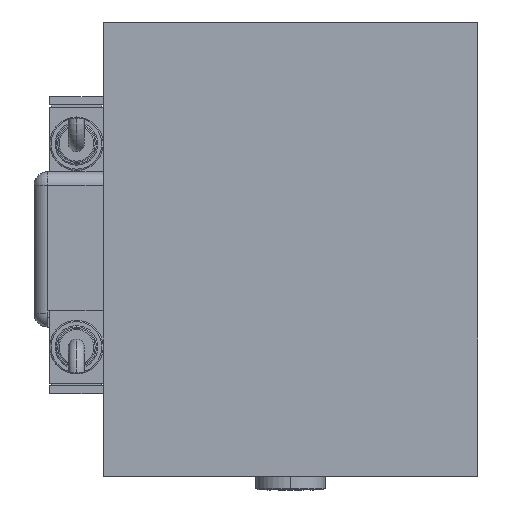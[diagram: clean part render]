
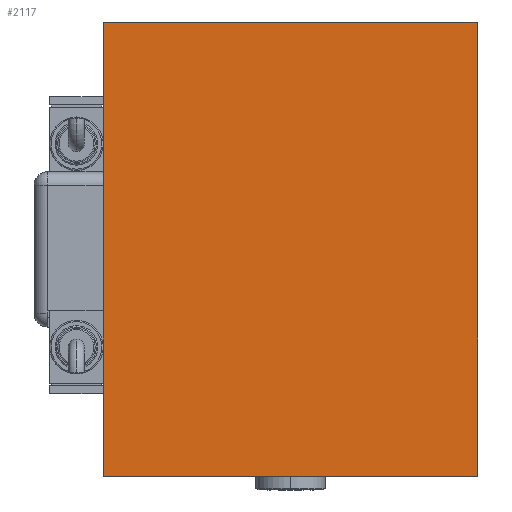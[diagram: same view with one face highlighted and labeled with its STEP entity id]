
A CAD part, left-side view. The second image highlights one B-rep face of the part: STEP entity #2117.
In plain terms, the highlighted face is planar.
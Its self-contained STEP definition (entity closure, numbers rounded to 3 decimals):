
#480 = ORIENTED_EDGE ( 'NONE', *, *, #33842, .T. ) ;
#912 = LINE ( 'NONE', #28923, #54690 ) ;
#1700 = ORIENTED_EDGE ( 'NONE', *, *, #58684, .T. ) ;
#2117 = ADVANCED_FACE ( 'NONE', ( #34244 ), #24633, .T. ) ;
#3094 = DIRECTION ( 'NONE',  ( 0., 0., 1. ) ) ;
#3250 = VERTEX_POINT ( 'NONE', #37950 ) ;
#3303 = EDGE_CURVE ( 'NONE', #8033, #11346, #912, .T. ) ;
#3392 = LINE ( 'NONE', #22079, #41312 ) ;
#3675 = ORIENTED_EDGE ( 'NONE', *, *, #8568, .T. ) ;
#5327 = DIRECTION ( 'NONE',  ( 1., 0., 0. ) ) ;
#5983 = LINE ( 'NONE', #24972, #8496 ) ;
#7131 = VECTOR ( 'NONE', #39730, 1000. ) ;
#8033 = VERTEX_POINT ( 'NONE', #61285 ) ;
#8496 = VECTOR ( 'NONE', #15614, 1000. ) ;
#8516 = EDGE_CURVE ( 'NONE', #52867, #3250, #54321, .T. ) ;
#8568 = EDGE_CURVE ( 'NONE', #3250, #23121, #49356, .T. ) ;
#9199 = ORIENTED_EDGE ( 'NONE', *, *, #8516, .T. ) ;
#10237 = CARTESIAN_POINT ( 'NONE',  ( 155., 77.35, -77.35 ) ) ;
#11346 = VERTEX_POINT ( 'NONE', #51363 ) ;
#13717 = CARTESIAN_POINT ( 'NONE',  ( 155., -69.7, 85. ) ) ;
#13793 = LINE ( 'NONE', #29041, #29415 ) ;
#14565 = VERTEX_POINT ( 'NONE', #20375 ) ;
#14843 = ORIENTED_EDGE ( 'NONE', *, *, #40750, .T. ) ;
#15614 = DIRECTION ( 'NONE',  ( 0., -1., 0. ) ) ;
#20254 = DIRECTION ( 'NONE',  ( 0., 0., -1. ) ) ;
#20375 = CARTESIAN_POINT ( 'NONE',  ( 155., -70., 84.7 ) ) ;
#21486 = CARTESIAN_POINT ( 'NONE',  ( 155., 69.7, -85. ) ) ;
#22079 = CARTESIAN_POINT ( 'NONE',  ( 155., 70., -85. ) ) ;
#23121 = VERTEX_POINT ( 'NONE', #21486 ) ;
#23160 = DIRECTION ( 'NONE',  ( 0., 0., -1. ) ) ;
#24257 = DIRECTION ( 'NONE',  ( 0., -0.707, 0.707 ) ) ;
#24633 = PLANE ( 'NONE',  #55674 ) ;
#24972 = CARTESIAN_POINT ( 'NONE',  ( 155., 70., 85. ) ) ;
#26071 = ORIENTED_EDGE ( 'NONE', *, *, #59332, .T. ) ;
#26320 = CARTESIAN_POINT ( 'NONE',  ( 155., -77.35, -77.35 ) ) ;
#28362 = VECTOR ( 'NONE', #57201, 1000. ) ;
#28683 = CARTESIAN_POINT ( 'NONE',  ( 155., 0., 0. ) ) ;
#28923 = CARTESIAN_POINT ( 'NONE',  ( 155., 77.35, 77.35 ) ) ;
#29041 = CARTESIAN_POINT ( 'NONE',  ( 155., -77.35, 77.35 ) ) ;
#29241 = EDGE_CURVE ( 'NONE', #23121, #45564, #37936, .T. ) ;
#29415 = VECTOR ( 'NONE', #33999, 1000. ) ;
#31856 = CARTESIAN_POINT ( 'NONE',  ( 155., -70., -84.7 ) ) ;
#33842 = EDGE_CURVE ( 'NONE', #45564, #8033, #3392, .T. ) ;
#33999 = DIRECTION ( 'NONE',  ( 0., -0.707, -0.707 ) ) ;
#34244 = FACE_OUTER_BOUND ( 'NONE', #37785, .T. ) ;
#35329 = ORIENTED_EDGE ( 'NONE', *, *, #3303, .T. ) ;
#37785 = EDGE_LOOP ( 'NONE', ( #3675, #61505, #480, #35329, #1700, #26071, #14843, #9199 ) ) ;
#37936 = LINE ( 'NONE', #10237, #28362 ) ;
#37950 = CARTESIAN_POINT ( 'NONE',  ( 155., -69.7, -85. ) ) ;
#39730 = DIRECTION ( 'NONE',  ( 0., 1., 0. ) ) ;
#40750 = EDGE_CURVE ( 'NONE', #14565, #52867, #51144, .T. ) ;
#41312 = VECTOR ( 'NONE', #3094, 1000. ) ;
#43503 = CARTESIAN_POINT ( 'NONE',  ( 155., 70., -84.7 ) ) ;
#45564 = VERTEX_POINT ( 'NONE', #43503 ) ;
#49356 = LINE ( 'NONE', #54010, #7131 ) ;
#51144 = LINE ( 'NONE', #51456, #57466 ) ;
#51363 = CARTESIAN_POINT ( 'NONE',  ( 155., 69.7, 85. ) ) ;
#51456 = CARTESIAN_POINT ( 'NONE',  ( 155., -70., 85. ) ) ;
#52845 = VECTOR ( 'NONE', #53416, 1000. ) ;
#52867 = VERTEX_POINT ( 'NONE', #31856 ) ;
#53416 = DIRECTION ( 'NONE',  ( 0., 0.707, -0.707 ) ) ;
#54010 = CARTESIAN_POINT ( 'NONE',  ( 155., -70., -85. ) ) ;
#54321 = LINE ( 'NONE', #26320, #52845 ) ;
#54690 = VECTOR ( 'NONE', #24257, 1000. ) ;
#55674 = AXIS2_PLACEMENT_3D ( 'NONE', #28683, #5327, #20254 ) ;
#57201 = DIRECTION ( 'NONE',  ( 0., 0.707, 0.707 ) ) ;
#57466 = VECTOR ( 'NONE', #23160, 1000. ) ;
#58684 = EDGE_CURVE ( 'NONE', #11346, #59662, #5983, .T. ) ;
#59332 = EDGE_CURVE ( 'NONE', #59662, #14565, #13793, .T. ) ;
#59662 = VERTEX_POINT ( 'NONE', #13717 ) ;
#61285 = CARTESIAN_POINT ( 'NONE',  ( 155., 70., 84.7 ) ) ;
#61505 = ORIENTED_EDGE ( 'NONE', *, *, #29241, .T. ) ;
